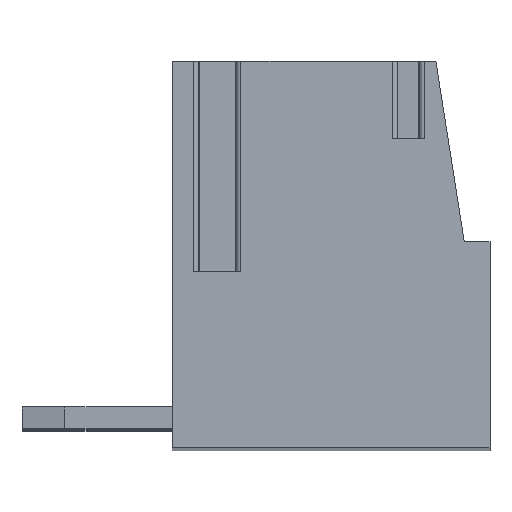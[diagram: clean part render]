
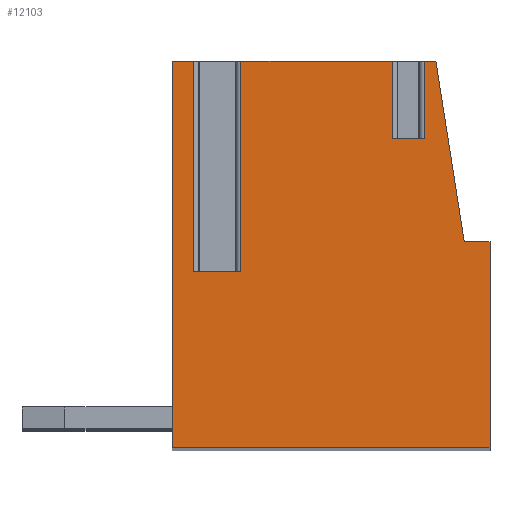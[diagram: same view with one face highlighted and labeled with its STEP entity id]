
A CAD part, top view. The second image highlights one B-rep face of the part: STEP entity #12103.
In plain terms, the highlighted planar face has unit normal (0, 0, 1).
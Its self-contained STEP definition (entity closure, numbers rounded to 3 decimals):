
#3895=DIRECTION('',(0.,1.,0.));
#3896=VECTOR('',#3895,1.8);
#3897=CARTESIAN_POINT('',(1.436,2.4,1.905));
#3898=LINE('',#3897,#3896);
#3899=DIRECTION('',(0.,1.,0.));
#3900=VECTOR('',#3899,1.8);
#3901=CARTESIAN_POINT('',(2.164,2.4,1.905));
#3902=LINE('',#3901,#3900);
#3903=DIRECTION('',(-1.,0.,0.));
#3904=VECTOR('',#3903,0.276);
#3905=CARTESIAN_POINT('',(2.44,4.2,1.905));
#3906=LINE('',#3905,#3904);
#3907=DIRECTION('',(-0.155,0.988,0.));
#3908=VECTOR('',#3907,4.252);
#3909=CARTESIAN_POINT('',(3.1,0.,1.905));
#3910=LINE('',#3909,#3908);
#3911=DIRECTION('',(-1.,0.,0.));
#3912=VECTOR('',#3911,0.6);
#3913=CARTESIAN_POINT('',(3.7,0.,1.905));
#3914=LINE('',#3913,#3912);
#3915=DIRECTION('',(0.,1.,0.));
#3916=VECTOR('',#3915,4.8);
#3917=CARTESIAN_POINT('',(3.7,-4.8,1.905));
#3918=LINE('',#3917,#3916);
#3919=DIRECTION('',(1.,0.,0.));
#3920=VECTOR('',#3919,7.4);
#3921=CARTESIAN_POINT('',(-3.7,-4.8,1.905));
#3922=LINE('',#3921,#3920);
#3923=DIRECTION('',(0.,-1.,0.));
#3924=VECTOR('',#3923,9.);
#3925=CARTESIAN_POINT('',(-3.7,4.2,1.905));
#3926=LINE('',#3925,#3924);
#3927=DIRECTION('',(-1.,0.,0.));
#3928=VECTOR('',#3927,0.504);
#3929=CARTESIAN_POINT('',(-3.196,4.2,1.905));
#3930=LINE('',#3929,#3928);
#3931=DIRECTION('',(0.,1.,0.));
#3932=VECTOR('',#3931,4.9);
#3933=CARTESIAN_POINT('',(-3.196,-0.7,1.905));
#3934=LINE('',#3933,#3932);
#3935=DIRECTION('',(-1.,0.,0.));
#3936=VECTOR('',#3935,1.093);
#3937=CARTESIAN_POINT('',(-2.104,-0.7,1.905));
#3938=LINE('',#3937,#3936);
#3939=DIRECTION('',(0.,1.,0.));
#3940=VECTOR('',#3939,4.9);
#3941=CARTESIAN_POINT('',(-2.104,-0.7,1.905));
#3942=LINE('',#3941,#3940);
#3943=DIRECTION('',(-1.,0.,0.));
#3944=VECTOR('',#3943,3.54);
#3945=CARTESIAN_POINT('',(1.436,4.2,1.905));
#3946=LINE('',#3945,#3944);
#3956=DIRECTION('',(1.,0.,0.));
#3957=VECTOR('',#3956,0.728);
#3958=CARTESIAN_POINT('',(1.436,2.4,1.905));
#3959=LINE('',#3958,#3957);
#5075=CARTESIAN_POINT('',(3.7,0.,1.905));
#5076=CARTESIAN_POINT('',(3.1,0.,1.905));
#5077=VERTEX_POINT('',#5075);
#5078=VERTEX_POINT('',#5076);
#5079=CARTESIAN_POINT('',(2.44,4.2,1.905));
#5080=VERTEX_POINT('',#5079);
#5081=CARTESIAN_POINT('',(-3.7,4.2,1.905));
#5082=CARTESIAN_POINT('',(-3.7,-4.8,1.905));
#5083=VERTEX_POINT('',#5081);
#5084=VERTEX_POINT('',#5082);
#5085=CARTESIAN_POINT('',(3.7,-4.8,1.905));
#5086=VERTEX_POINT('',#5085);
#5119=CARTESIAN_POINT('',(-2.104,-0.7,1.905));
#5120=CARTESIAN_POINT('',(-3.196,-0.7,1.905));
#5121=VERTEX_POINT('',#5119);
#5122=VERTEX_POINT('',#5120);
#5123=CARTESIAN_POINT('',(-3.196,4.2,1.905));
#5124=VERTEX_POINT('',#5123);
#5125=CARTESIAN_POINT('',(-2.104,4.2,1.905));
#5126=VERTEX_POINT('',#5125);
#5131=CARTESIAN_POINT('',(1.436,4.2,1.905));
#5132=VERTEX_POINT('',#5131);
#5134=CARTESIAN_POINT('',(2.164,4.2,1.905));
#5136=VERTEX_POINT('',#5134);
#5199=CARTESIAN_POINT('',(1.436,2.4,1.905));
#5200=VERTEX_POINT('',#5199);
#5202=CARTESIAN_POINT('',(2.164,2.4,1.905));
#5204=VERTEX_POINT('',#5202);
#12072=CARTESIAN_POINT('',(0.,0.,1.905));
#12073=DIRECTION('',(0.,0.,1.));
#12074=DIRECTION('',(1.,0.,0.));
#12075=AXIS2_PLACEMENT_3D('',#12072,#12073,#12074);
#12076=PLANE('',#12075);
#12078=ORIENTED_EDGE('',*,*,#12077,.F.);
#12080=ORIENTED_EDGE('',*,*,#12079,.T.);
#12082=ORIENTED_EDGE('',*,*,#12081,.T.);
#12083=ORIENTED_EDGE('',*,*,#6680,.F.);
#12085=ORIENTED_EDGE('',*,*,#12084,.F.);
#12087=ORIENTED_EDGE('',*,*,#12086,.F.);
#12089=ORIENTED_EDGE('',*,*,#12088,.F.);
#12091=ORIENTED_EDGE('',*,*,#12090,.F.);
#12092=ORIENTED_EDGE('',*,*,#10314,.F.);
#12093=ORIENTED_EDGE('',*,*,#6704,.F.);
#12095=ORIENTED_EDGE('',*,*,#12094,.F.);
#12097=ORIENTED_EDGE('',*,*,#12096,.F.);
#12099=ORIENTED_EDGE('',*,*,#12098,.T.);
#12100=ORIENTED_EDGE('',*,*,#6692,.F.);
#12101=EDGE_LOOP('',(#12078,#12080,#12082,#12083,#12085,#12087,#12089,#12091,
#12092,#12093,#12095,#12097,#12099,#12100));
#12102=FACE_OUTER_BOUND('',#12101,.F.);
#6680=EDGE_CURVE('',#5080,#5136,#3906,.T.);
#6692=EDGE_CURVE('',#5132,#5126,#3946,.T.);
#6704=EDGE_CURVE('',#5124,#5083,#3930,.T.);
#10314=EDGE_CURVE('',#5083,#5084,#3926,.T.);
#12077=EDGE_CURVE('',#5200,#5132,#3898,.T.);
#12079=EDGE_CURVE('',#5200,#5204,#3959,.T.);
#12081=EDGE_CURVE('',#5204,#5136,#3902,.T.);
#12084=EDGE_CURVE('',#5078,#5080,#3910,.T.);
#12086=EDGE_CURVE('',#5077,#5078,#3914,.T.);
#12088=EDGE_CURVE('',#5086,#5077,#3918,.T.);
#12090=EDGE_CURVE('',#5084,#5086,#3922,.T.);
#12094=EDGE_CURVE('',#5122,#5124,#3934,.T.);
#12096=EDGE_CURVE('',#5121,#5122,#3938,.T.);
#12098=EDGE_CURVE('',#5121,#5126,#3942,.T.);
#12103=ADVANCED_FACE('',(#12102),#12076,.T.);
